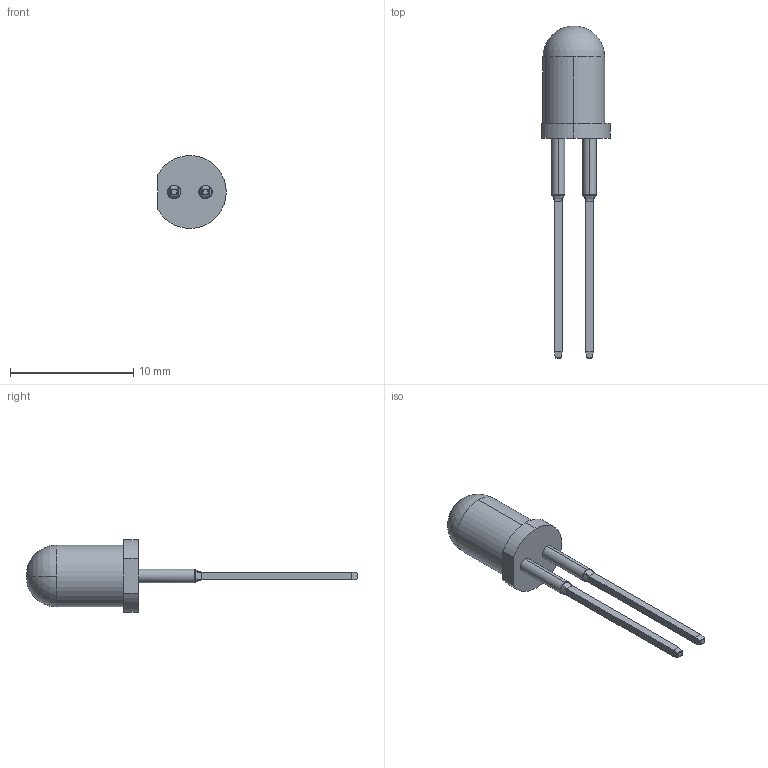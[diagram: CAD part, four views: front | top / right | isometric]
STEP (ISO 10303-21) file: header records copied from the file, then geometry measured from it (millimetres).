
FILE_DESCRIPTION (( 'STEP AP214' ), '1' );
FILE_NAME ('L08R5000Q1-3DModel-STEP-56544.STEP', '2022-01-10T21:04:25', ( '' ), ( '' ), 'SwSTEP 2.0', 'SolidWorks 2021', '' );
FILE_SCHEMA (( 'AUTOMOTIVE_DESIGN' ));
Length unit declared in the file: millimetre
Products named in the file (1): L08R5000Q1-3DModel-STEP-56544
Bounding box: 5.55 x 26.9 x 5.9 mm (x, y, z)
Volume: 189.7 mm3; surface area: 279.7 mm2
Topology: 3 solids, 3 shells, 74 faces, 164 edges, 87 vertices
Faces by surface type: bspline 32, plane 23, cylinder 17, sphere 2
Entity records: 3121 total; most frequent: CARTESIAN_POINT 1793, ORIENTED_EDGE 306, DIRECTION 180, EDGE_CURVE 153, VERTEX_POINT 86, EDGE_LOOP 75, ADVANCED_FACE 74, FACE_OUTER_BOUND 74
